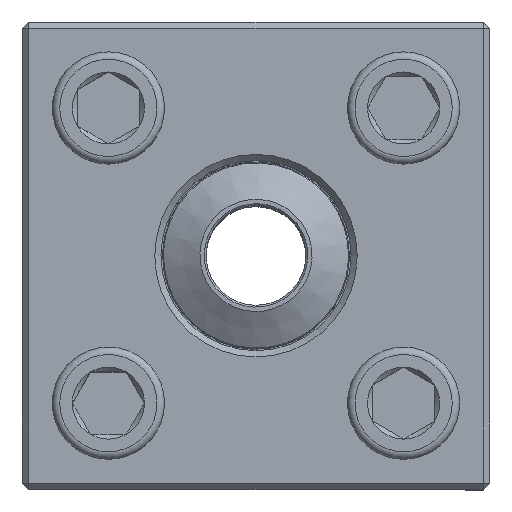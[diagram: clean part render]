
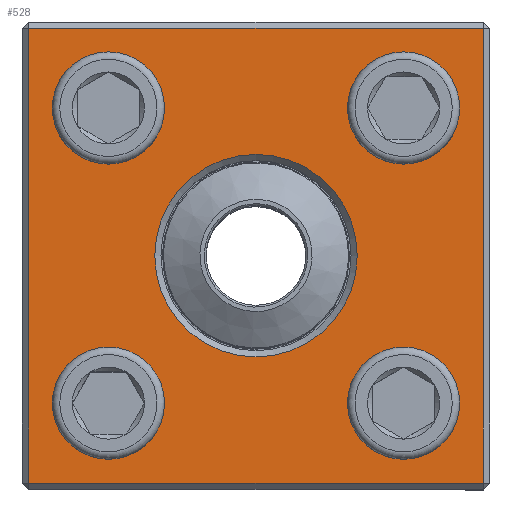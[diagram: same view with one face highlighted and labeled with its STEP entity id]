
A CAD part, top view. The second image highlights one B-rep face of the part: STEP entity #528.
In plain terms, the highlighted planar face has unit normal (0, 0, 1).
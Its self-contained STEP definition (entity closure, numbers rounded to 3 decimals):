
#307=FACE_BOUND('',#757,.T.);
#308=FACE_BOUND('',#758,.T.);
#309=FACE_BOUND('',#759,.T.);
#310=FACE_BOUND('',#760,.T.);
#311=FACE_BOUND('',#761,.T.);
#312=FACE_BOUND('',#762,.T.);
#438=CIRCLE('',#1747,16.25);
#439=CIRCLE('',#1748,7.);
#440=CIRCLE('',#1749,7.);
#441=CIRCLE('',#1750,7.);
#442=CIRCLE('',#1751,7.);
#528=ADVANCED_FACE('',(#307,#308,#309,#310,#311,#312),#648,.F.);
#648=PLANE('',#1752);
#757=EDGE_LOOP('',(#955));
#758=EDGE_LOOP('',(#956,#957,#958,#959));
#759=EDGE_LOOP('',(#960));
#760=EDGE_LOOP('',(#961));
#761=EDGE_LOOP('',(#962));
#762=EDGE_LOOP('',(#963));
#955=ORIENTED_EDGE('',*,*,#1444,.T.);
#956=ORIENTED_EDGE('',*,*,#1445,.T.);
#957=ORIENTED_EDGE('',*,*,#1446,.T.);
#958=ORIENTED_EDGE('',*,*,#1447,.T.);
#959=ORIENTED_EDGE('',*,*,#1448,.T.);
#960=ORIENTED_EDGE('',*,*,#1449,.T.);
#961=ORIENTED_EDGE('',*,*,#1450,.T.);
#962=ORIENTED_EDGE('',*,*,#1451,.T.);
#963=ORIENTED_EDGE('',*,*,#1452,.T.);
#1319=VERTEX_POINT('',#2506);
#1320=VERTEX_POINT('',#2508);
#1321=VERTEX_POINT('',#2509);
#1322=VERTEX_POINT('',#2511);
#1323=VERTEX_POINT('',#2513);
#1324=VERTEX_POINT('',#2516);
#1325=VERTEX_POINT('',#2518);
#1326=VERTEX_POINT('',#2520);
#1327=VERTEX_POINT('',#2522);
#1444=EDGE_CURVE('',#1319,#1319,#438,.T.);
#1445=EDGE_CURVE('',#1320,#1321,#1626,.T.);
#1446=EDGE_CURVE('',#1321,#1322,#1627,.T.);
#1447=EDGE_CURVE('',#1322,#1323,#1628,.T.);
#1448=EDGE_CURVE('',#1323,#1320,#1629,.T.);
#1449=EDGE_CURVE('',#1324,#1324,#439,.T.);
#1450=EDGE_CURVE('',#1325,#1325,#440,.T.);
#1451=EDGE_CURVE('',#1326,#1326,#441,.T.);
#1452=EDGE_CURVE('',#1327,#1327,#442,.T.);
#1626=LINE('',#2507,#1692);
#1627=LINE('',#2510,#1693);
#1628=LINE('',#2512,#1694);
#1629=LINE('',#2514,#1695);
#1692=VECTOR('',#1990,1.);
#1693=VECTOR('',#1991,1.);
#1694=VECTOR('',#1992,1.);
#1695=VECTOR('',#1993,1.);
#1747=AXIS2_PLACEMENT_3D('',#2505,#1988,#1989);
#1748=AXIS2_PLACEMENT_3D('',#2515,#1994,#1995);
#1749=AXIS2_PLACEMENT_3D('',#2517,#1996,#1997);
#1750=AXIS2_PLACEMENT_3D('',#2519,#1998,#1999);
#1751=AXIS2_PLACEMENT_3D('',#2521,#2000,#2001);
#1752=AXIS2_PLACEMENT_3D('',#2523,#2002,#2003);
#1988=DIRECTION('',(0.,0.,-1.));
#1989=DIRECTION('',(-1.,0.,0.));
#1990=DIRECTION('',(-1.,0.,0.));
#1991=DIRECTION('',(0.,-1.,0.));
#1992=DIRECTION('',(1.,0.,0.));
#1993=DIRECTION('',(0.,1.,0.));
#1994=DIRECTION('',(0.,0.,-1.));
#1995=DIRECTION('',(-1.,0.,0.));
#1996=DIRECTION('',(0.,0.,-1.));
#1997=DIRECTION('',(-1.,0.,0.));
#1998=DIRECTION('',(0.,0.,-1.));
#1999=DIRECTION('',(-1.,0.,0.));
#2000=DIRECTION('',(0.,0.,-1.));
#2001=DIRECTION('',(-1.,0.,0.));
#2002=DIRECTION('',(0.,0.,-1.));
#2003=DIRECTION('',(-1.,0.,0.));
#2505=CARTESIAN_POINT('',(0.,0.,30.));
#2506=CARTESIAN_POINT('',(-16.25,0.,30.));
#2507=CARTESIAN_POINT('',(-37.5,36.5,30.));
#2508=CARTESIAN_POINT('',(36.5,36.5,30.));
#2509=CARTESIAN_POINT('',(-36.5,36.5,30.));
#2510=CARTESIAN_POINT('',(-36.5,-37.5,30.));
#2511=CARTESIAN_POINT('',(-36.5,-36.5,30.));
#2512=CARTESIAN_POINT('',(37.5,-36.5,30.));
#2513=CARTESIAN_POINT('',(36.5,-36.5,30.));
#2514=CARTESIAN_POINT('',(36.5,37.5,30.));
#2515=CARTESIAN_POINT('',(-23.688,-23.688,30.));
#2516=CARTESIAN_POINT('',(-30.688,-23.688,30.));
#2517=CARTESIAN_POINT('',(-23.688,23.688,30.));
#2518=CARTESIAN_POINT('',(-30.688,23.688,30.));
#2519=CARTESIAN_POINT('',(23.688,23.688,30.));
#2520=CARTESIAN_POINT('',(16.688,23.688,30.));
#2521=CARTESIAN_POINT('',(23.688,-23.688,30.));
#2522=CARTESIAN_POINT('',(16.688,-23.688,30.));
#2523=CARTESIAN_POINT('',(0.,0.,30.));
